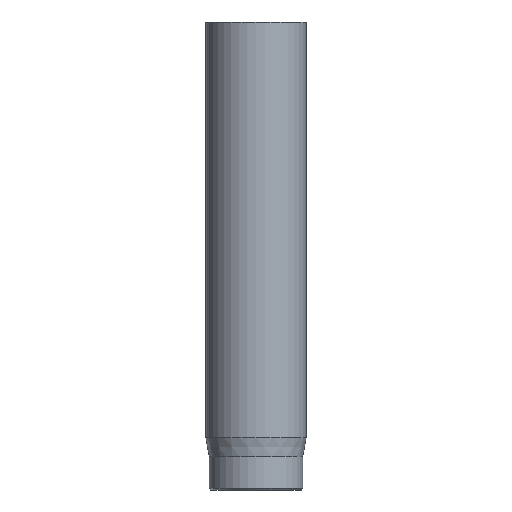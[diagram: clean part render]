
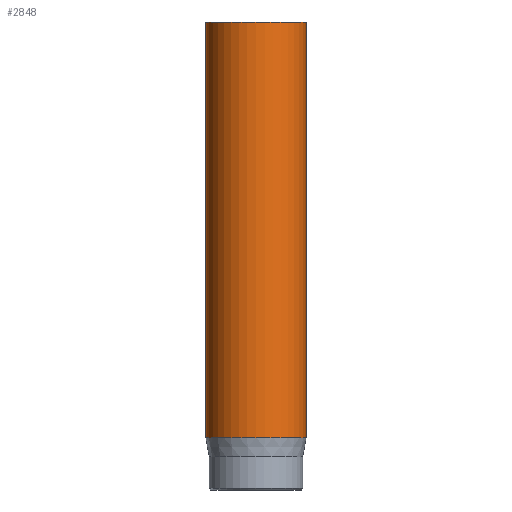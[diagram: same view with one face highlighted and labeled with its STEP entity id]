
A CAD part, front view. The second image highlights one B-rep face of the part: STEP entity #2848.
In plain terms, the highlighted cylindrical face has radius 1.5 mm (diameter 3 mm), a full revolution.
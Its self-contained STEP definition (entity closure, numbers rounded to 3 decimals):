
#42=CYLINDRICAL_SURFACE('',#2978,1.5);
#45=CIRCLE('',#2949,1.5);
#59=CIRCLE('',#2976,1.5);
#60=CIRCLE('',#2977,1.5);
#266=FACE_OUTER_BOUND('',#441,.T.);
#441=EDGE_LOOP('',(#2494,#2495,#2496,#2497,#2498));
#617=LINE('',#5636,#803);
#803=VECTOR('',#3273,1.5);
#1282=VERTEX_POINT('',#5582);
#1296=VERTEX_POINT('',#5630);
#1297=VERTEX_POINT('',#5631);
#1681=EDGE_CURVE('',#1282,#1282,#45,.T.);
#1702=EDGE_CURVE('',#1296,#1297,#59,.T.);
#1703=EDGE_CURVE('',#1297,#1296,#60,.T.);
#1705=EDGE_CURVE('',#1282,#1296,#617,.T.);
#2494=ORIENTED_EDGE('',*,*,#1681,.T.);
#2495=ORIENTED_EDGE('',*,*,#1705,.T.);
#2496=ORIENTED_EDGE('',*,*,#1702,.T.);
#2497=ORIENTED_EDGE('',*,*,#1703,.T.);
#2498=ORIENTED_EDGE('',*,*,#1705,.F.);
#2848=ADVANCED_FACE('',(#266),#42,.T.);
#2949=AXIS2_PLACEMENT_3D('',#5583,#3205,#3206);
#2976=AXIS2_PLACEMENT_3D('',#5632,#3266,#3267);
#2977=AXIS2_PLACEMENT_3D('',#5633,#3268,#3269);
#2978=AXIS2_PLACEMENT_3D('',#5635,#3271,#3272);
#3205=DIRECTION('center_axis',(0.,0.,-1.));
#3206=DIRECTION('ref_axis',(-1.,0.,0.));
#3266=DIRECTION('center_axis',(0.,0.,1.));
#3267=DIRECTION('ref_axis',(-1.,0.,0.));
#3268=DIRECTION('center_axis',(0.,0.,1.));
#3269=DIRECTION('ref_axis',(-1.,0.,0.));
#3271=DIRECTION('center_axis',(0.,0.,1.));
#3272=DIRECTION('ref_axis',(-1.,0.,0.));
#3273=DIRECTION('',(0.,0.,-1.));
#5582=CARTESIAN_POINT('',(1.5,0.,14.));
#5583=CARTESIAN_POINT('Origin',(0.,0.,14.));
#5630=CARTESIAN_POINT('',(1.5,0.,1.567));
#5631=CARTESIAN_POINT('',(-1.5,0.,1.567));
#5632=CARTESIAN_POINT('Origin',(0.,0.,1.567));
#5633=CARTESIAN_POINT('Origin',(0.,0.,1.567));
#5635=CARTESIAN_POINT('Origin',(0.,0.,0.));
#5636=CARTESIAN_POINT('',(1.5,0.,0.));
